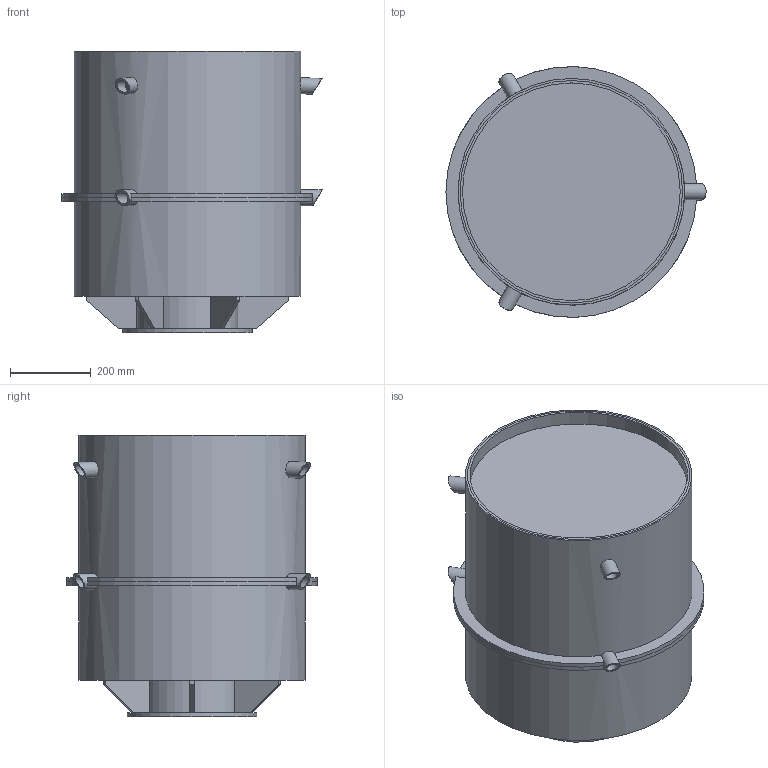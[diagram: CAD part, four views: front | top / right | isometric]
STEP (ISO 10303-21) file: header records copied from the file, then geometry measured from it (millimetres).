
FILE_DESCRIPTION(/* description */ ('VRV200'),/* implementation_level */ '2;1');
FILE_NAME(/* name */ 'VRV200_model.stp',/* time_stamp */ '2021-07-22T15:39:44+02:00',/* author */ ('Rissler'),/* organization */ ('Mietzsch GmbH Lufttechnik Dresden'),/* preprocessor_version */ 'ST-DEVELOPER v18.1',/* originating_system */ 'Autodesk Inventor 2020',/* authorisation */ '');
FILE_SCHEMA (('AUTOMOTIVE_DESIGN { 1 0 10303 214 3 1 1 }'));
Length unit declared in the file: millimetre
Products named in the file (1): VRV_iL_CSV
Bounding box: 643 x 619.76 x 695 mm (x, y, z)
Volume: 9357932.9 mm3; surface area: 3781354.9 mm2
Topology: 15 solids, 15 shells, 137 faces, 339 edges, 230 vertices
Faces by surface type: plane 75, cylinder 62
Full cylindrical faces by diameter (mm): 7 x12, 30 x9, 40 x9, 244 x1, 250 x2, 320 x1, 538 x1, 550 x2, 560 x1
Entity records: 4978 total; most frequent: CARTESIAN_POINT 1508, ORIENTED_EDGE 688, DIRECTION 680, EDGE_CURVE 344, AXIS2_PLACEMENT_3D 250, VERTEX_POINT 230, EDGE_LOOP 188, LINE 180
